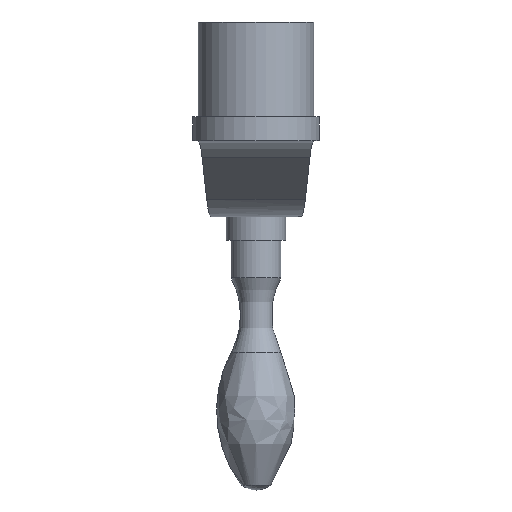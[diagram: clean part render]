
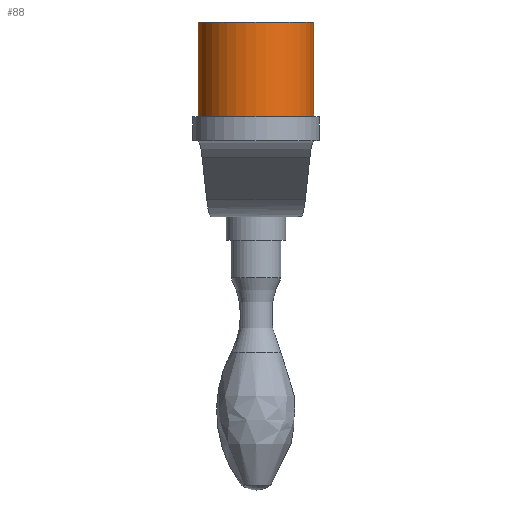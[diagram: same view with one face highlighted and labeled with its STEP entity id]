
A CAD part, front view. The second image highlights one B-rep face of the part: STEP entity #88.
In plain terms, the highlighted cylindrical face has radius 18.5 mm (diameter 37 mm), a full revolution.
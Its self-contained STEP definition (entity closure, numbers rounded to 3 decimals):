
#88 = ADVANCED_FACE( '', ( #192, #193 ), #194, .T. );
#192 = FACE_OUTER_BOUND( '', #342, .T. );
#193 = FACE_OUTER_BOUND( '', #343, .T. );
#194 = CYLINDRICAL_SURFACE( '', #344, 18.5 );
#342 = EDGE_LOOP( '', ( #527 ) );
#343 = EDGE_LOOP( '', ( #528 ) );
#344 = AXIS2_PLACEMENT_3D( '', #529, #530, #531 );
#527 = ORIENTED_EDGE( '', *, *, #730, .F. );
#528 = ORIENTED_EDGE( '', *, *, #682, .T. );
#529 = CARTESIAN_POINT( '', ( 0., 0., -38.001 ) );
#530 = DIRECTION( '', ( 0., 0., 1. ) );
#531 = DIRECTION( '', ( 0., 1., 0. ) );
#682 = EDGE_CURVE( '', #800, #800, #801, .T. );
#730 = EDGE_CURVE( '', #874, #874, #875, .T. );
#800 = VERTEX_POINT( '', #961 );
#801 = CIRCLE( '', #962, 18.5 );
#874 = VERTEX_POINT( '', #1059 );
#875 = CIRCLE( '', #1060, 18.5 );
#961 = CARTESIAN_POINT( '', ( 0., 18.5, 0. ) );
#962 = AXIS2_PLACEMENT_3D( '', #1143, #1144, #1145 );
#1059 = CARTESIAN_POINT( '', ( 0., 18.5, -30.363 ) );
#1060 = AXIS2_PLACEMENT_3D( '', #1200, #1201, #1202 );
#1143 = CARTESIAN_POINT( '', ( 0., 0., 0. ) );
#1144 = DIRECTION( '', ( 0., 0., -1. ) );
#1145 = DIRECTION( '', ( 0., 1., 0. ) );
#1200 = CARTESIAN_POINT( '', ( 0., 0., -30.363 ) );
#1201 = DIRECTION( '', ( 0., 0., -1. ) );
#1202 = DIRECTION( '', ( 0., 1., 0. ) );
